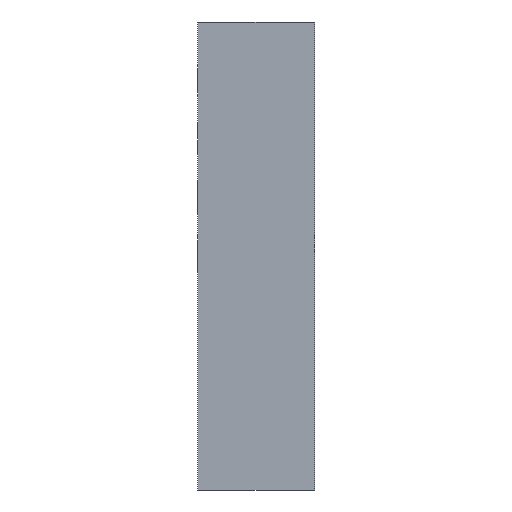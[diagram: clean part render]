
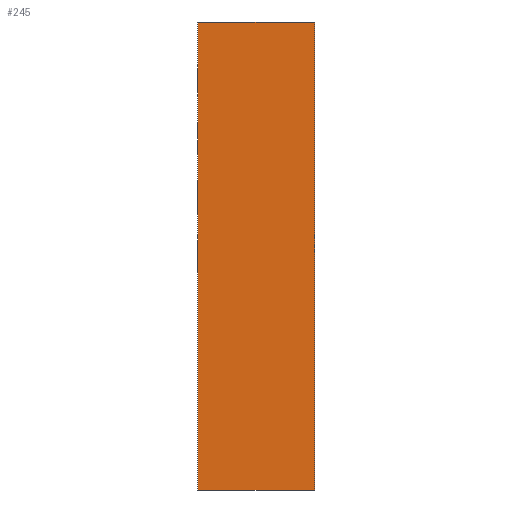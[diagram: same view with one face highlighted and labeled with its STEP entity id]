
A CAD part, left-side view. The second image highlights one B-rep face of the part: STEP entity #245.
In plain terms, the highlighted planar face has unit normal (-1, 0, 0).
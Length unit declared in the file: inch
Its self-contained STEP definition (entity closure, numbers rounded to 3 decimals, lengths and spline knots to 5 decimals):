
#3 = ORIENTED_EDGE ( 'NONE', *, *, #315, .T. ) ;
#12 = VERTEX_POINT ( 'NONE', #276 ) ;
#17 = EDGE_LOOP ( 'NONE', ( #306, #3, #342, #279 ) ) ;
#31 = LINE ( 'NONE', #264, #301 ) ;
#51 = EDGE_CURVE ( 'NONE', #73, #231, #312, .T. ) ;
#53 = CARTESIAN_POINT ( 'NONE',  ( -0.5, 1., 0. ) ) ;
#71 = EDGE_CURVE ( 'NONE', #12, #303, #202, .T. ) ;
#73 = VERTEX_POINT ( 'NONE', #53 ) ;
#79 = CARTESIAN_POINT ( 'NONE',  ( -0.5, 1., -4. ) ) ;
#94 = VECTOR ( 'NONE', #169, 39.37008 ) ;
#118 = LINE ( 'NONE', #307, #123 ) ;
#123 = VECTOR ( 'NONE', #323, 39.37008 ) ;
#138 = CARTESIAN_POINT ( 'NONE',  ( -0.5, 1., 0. ) ) ;
#149 = AXIS2_PLACEMENT_3D ( 'NONE', #79, #288, #205 ) ;
#155 = EDGE_CURVE ( 'NONE', #12, #73, #118, .T. ) ;
#169 = DIRECTION ( 'NONE',  ( 0., -1., 0. ) ) ;
#173 = CARTESIAN_POINT ( 'NONE',  ( -0.5, 1., -4. ) ) ;
#181 = FACE_OUTER_BOUND ( 'NONE', #17, .T. ) ;
#202 = LINE ( 'NONE', #173, #340 ) ;
#205 = DIRECTION ( 'NONE',  ( 0., 0., 1. ) ) ;
#211 = CARTESIAN_POINT ( 'NONE',  ( -0.5, 0., -4. ) ) ;
#231 = VERTEX_POINT ( 'NONE', #349 ) ;
#245 = ADVANCED_FACE ( 'NONE', ( #181 ), #378, .T. ) ;
#264 = CARTESIAN_POINT ( 'NONE',  ( -0.5, 0., -4. ) ) ;
#276 = CARTESIAN_POINT ( 'NONE',  ( -0.5, 1., -4. ) ) ;
#279 = ORIENTED_EDGE ( 'NONE', *, *, #155, .F. ) ;
#288 = DIRECTION ( 'NONE',  ( -1., 0., 0. ) ) ;
#301 = VECTOR ( 'NONE', #384, 39.37008 ) ;
#303 = VERTEX_POINT ( 'NONE', #211 ) ;
#306 = ORIENTED_EDGE ( 'NONE', *, *, #71, .T. ) ;
#307 = CARTESIAN_POINT ( 'NONE',  ( -0.5, 1., -4. ) ) ;
#312 = LINE ( 'NONE', #138, #94 ) ;
#315 = EDGE_CURVE ( 'NONE', #303, #231, #31, .T. ) ;
#323 = DIRECTION ( 'NONE',  ( 0., 0., 1. ) ) ;
#340 = VECTOR ( 'NONE', #341, 39.37008 ) ;
#341 = DIRECTION ( 'NONE',  ( 0., -1., 0. ) ) ;
#342 = ORIENTED_EDGE ( 'NONE', *, *, #51, .F. ) ;
#349 = CARTESIAN_POINT ( 'NONE',  ( -0.5, 0., 0. ) ) ;
#378 = PLANE ( 'NONE',  #149 ) ;
#384 = DIRECTION ( 'NONE',  ( 0., 0., 1. ) ) ;
